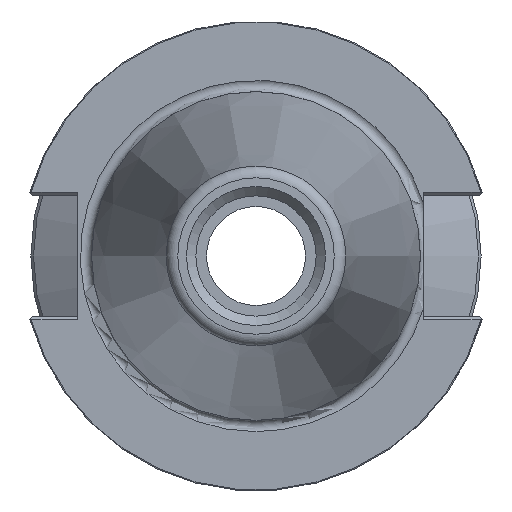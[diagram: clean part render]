
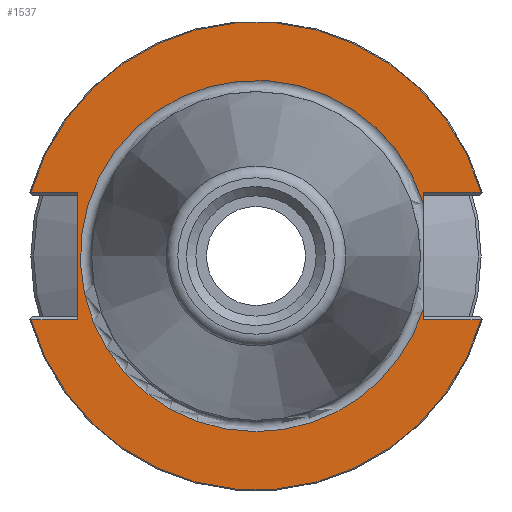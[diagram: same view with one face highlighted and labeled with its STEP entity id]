
A CAD part, left-side view. The second image highlights one B-rep face of the part: STEP entity #1537.
In plain terms, the highlighted planar face has unit normal (-1, 0, 0).
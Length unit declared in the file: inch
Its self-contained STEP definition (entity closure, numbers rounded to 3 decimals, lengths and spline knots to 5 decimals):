
#124=PLANE('',#1665);
#172=FACE_OUTER_BOUND('',#262,.T.);
#262=EDGE_LOOP('',(#1092,#1093,#1094,#1095,#1096,#1097,#1098,#1099,#1100,
#1101,#1102));
#354=LINE('',#2249,#469);
#355=LINE('',#2271,#470);
#362=LINE('',#2323,#477);
#364=LINE('',#2327,#479);
#365=LINE('',#2329,#480);
#366=LINE('',#2331,#481);
#367=LINE('',#2334,#482);
#469=VECTOR('',#1865,0.0526);
#470=VECTOR('',#1866,0.0526);
#477=VECTOR('',#1885,0.30821);
#479=VECTOR('',#1889,0.24821);
#480=VECTOR('',#1890,0.67625);
#481=VECTOR('',#1891,0.24821);
#482=VECTOR('',#1894,0.30821);
#583=CIRCLE('',#1660,1.245);
#585=CIRCLE('',#1666,1.245);
#586=CIRCLE('',#1667,0.93468);
#587=CIRCLE('',#1668,0.93468);
#648=VERTEX_POINT('',#2246);
#649=VERTEX_POINT('',#2248);
#650=VERTEX_POINT('',#2250);
#651=VERTEX_POINT('',#2270);
#655=VERTEX_POINT('',#2279);
#656=VERTEX_POINT('',#2288);
#663=VERTEX_POINT('',#2326);
#664=VERTEX_POINT('',#2328);
#665=VERTEX_POINT('',#2330);
#666=VERTEX_POINT('',#2332);
#667=VERTEX_POINT('',#2335);
#808=EDGE_CURVE('',#649,#648,#354,.T.);
#810=EDGE_CURVE('',#651,#650,#355,.T.);
#815=EDGE_CURVE('',#655,#656,#583,.T.);
#824=EDGE_CURVE('',#648,#656,#362,.T.);
#826=EDGE_CURVE('',#663,#655,#364,.T.);
#827=EDGE_CURVE('',#664,#663,#365,.T.);
#828=EDGE_CURVE('',#665,#664,#366,.T.);
#829=EDGE_CURVE('',#666,#665,#585,.T.);
#830=EDGE_CURVE('',#666,#651,#367,.T.);
#831=EDGE_CURVE('',#650,#667,#586,.T.);
#832=EDGE_CURVE('',#667,#649,#587,.T.);
#1092=ORIENTED_EDGE('',*,*,#815,.F.);
#1093=ORIENTED_EDGE('',*,*,#826,.F.);
#1094=ORIENTED_EDGE('',*,*,#827,.F.);
#1095=ORIENTED_EDGE('',*,*,#828,.F.);
#1096=ORIENTED_EDGE('',*,*,#829,.F.);
#1097=ORIENTED_EDGE('',*,*,#830,.T.);
#1098=ORIENTED_EDGE('',*,*,#810,.T.);
#1099=ORIENTED_EDGE('',*,*,#831,.T.);
#1100=ORIENTED_EDGE('',*,*,#832,.T.);
#1101=ORIENTED_EDGE('',*,*,#808,.T.);
#1102=ORIENTED_EDGE('',*,*,#824,.T.);
#1537=ADVANCED_FACE('',(#172),#124,.T.);
#1660=AXIS2_PLACEMENT_3D('',#2289,#1872,#1873);
#1665=AXIS2_PLACEMENT_3D('',#2325,#1887,#1888);
#1666=AXIS2_PLACEMENT_3D('',#2333,#1892,#1893);
#1667=AXIS2_PLACEMENT_3D('',#2336,#1895,#1896);
#1668=AXIS2_PLACEMENT_3D('',#2337,#1897,#1898);
#1865=DIRECTION('',(0.,0.,1.));
#1866=DIRECTION('',(0.,0.,1.));
#1872=DIRECTION('center_axis',(1.,0.,0.));
#1873=DIRECTION('ref_axis',(0.,0.,
1.));
#1885=DIRECTION('',(0.,-1.,0.));
#1887=DIRECTION('center_axis',(-1.,0.,0.));
#1888=DIRECTION('ref_axis',(0.,0.,1.));
#1889=DIRECTION('',(0.,1.,0.));
#1890=DIRECTION('',(0.,0.,1.));
#1891=DIRECTION('',(0.,-1.,0.));
#1892=DIRECTION('center_axis',(1.,0.,0.));
#1893=DIRECTION('ref_axis',(0.,0.,
-1.));
#1894=DIRECTION('',(0.,1.,0.));
#1895=DIRECTION('center_axis',(1.,0.,0.));
#1896=DIRECTION('ref_axis',(0.,0.,1.));
#1897=DIRECTION('center_axis',(1.,0.,0.));
#1898=DIRECTION('ref_axis',(0.,0.,1.));
#2246=CARTESIAN_POINT('',(-1.17746,-0.89001,0.33812));
#2248=CARTESIAN_POINT('',(-1.17746,-0.89001,0.28553));
#2249=CARTESIAN_POINT('',(-1.17746,-0.89001,0.));
#2250=CARTESIAN_POINT('',(-1.17746,-0.89001,-0.28553));
#2270=CARTESIAN_POINT('',(-1.17746,-0.89001,-0.33813));
#2271=CARTESIAN_POINT('',(-1.17746,-0.89001,0.));
#2279=CARTESIAN_POINT('',(-1.17746,1.19819,0.33812));
#2288=CARTESIAN_POINT('',(-1.17746,-1.19822,0.33812));
#2289=CARTESIAN_POINT('Origin',(-1.17746,-0.00001,
0.));
#2323=CARTESIAN_POINT('',(-1.17746,-0.90251,0.33812));
#2325=CARTESIAN_POINT('Origin',(-1.17746,-0.87501,0.));
#2326=CARTESIAN_POINT('',(-1.17746,0.94999,0.33812));
#2327=CARTESIAN_POINT('',(-1.17746,0.02749,0.33812));
#2328=CARTESIAN_POINT('',(-1.17746,0.94999,-0.33813));
#2329=CARTESIAN_POINT('',(-1.17746,0.94999,-0.33813));
#2330=CARTESIAN_POINT('',(-1.17746,1.19819,-0.33813));
#2331=CARTESIAN_POINT('',(-1.17746,0.27749,-0.33813));
#2332=CARTESIAN_POINT('',(-1.17746,-1.19822,-0.33813));
#2333=CARTESIAN_POINT('Origin',(-1.17746,-0.00001,
0.));
#2334=CARTESIAN_POINT('',(-1.17746,-0.90251,-0.33813));
#2335=CARTESIAN_POINT('',(-1.17746,-0.00001,-0.93468));
#2336=CARTESIAN_POINT('Origin',(-1.17746,-0.00001,
0.));
#2337=CARTESIAN_POINT('Origin',(-1.17746,-0.00001,
0.));
